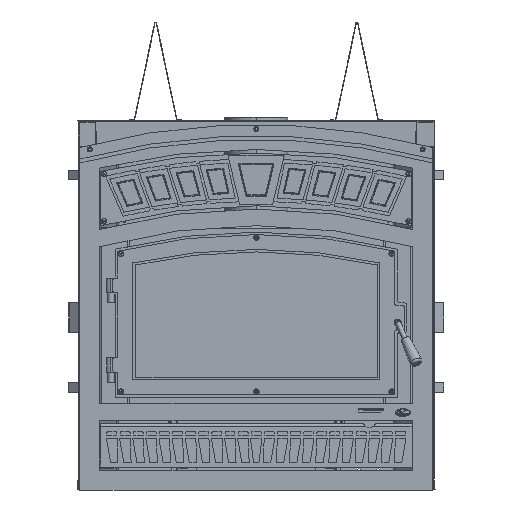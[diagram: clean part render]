
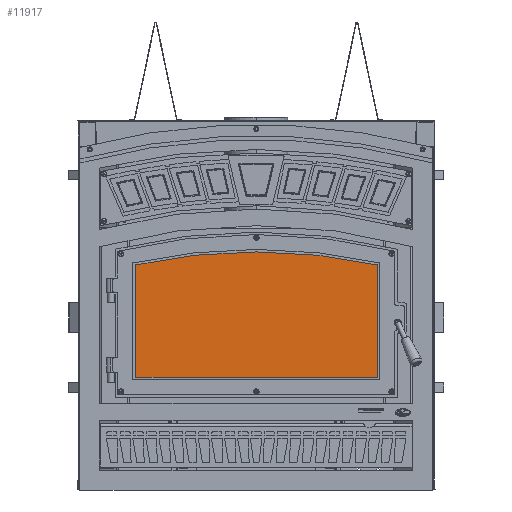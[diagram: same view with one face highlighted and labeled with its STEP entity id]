
A CAD part, front view. The second image highlights one B-rep face of the part: STEP entity #11917.
In plain terms, the highlighted planar face has unit normal (0, -1, 0).
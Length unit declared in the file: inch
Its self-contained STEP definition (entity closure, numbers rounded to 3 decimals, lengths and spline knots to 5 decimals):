
#11917 = ADVANCED_FACE( '', ( #25928 ), #25929, .F. );
#25928 = FACE_OUTER_BOUND( '', #43198, .T. );
#25929 = PLANE( '', #43199 );
#43198 = EDGE_LOOP( '', ( #80292, #80293, #80294, #80295 ) );
#43199 = AXIS2_PLACEMENT_3D( '', #80296, #80297, #80298 );
#80292 = ORIENTED_EDGE( '', *, *, #91112, .F. );
#80293 = ORIENTED_EDGE( '', *, *, #90373, .F. );
#80294 = ORIENTED_EDGE( '', *, *, #95465, .F. );
#80295 = ORIENTED_EDGE( '', *, *, #101433, .F. );
#80296 = CARTESIAN_POINT( '', ( 0.01231, -10.24647, -50.00902 ) );
#80297 = DIRECTION( '', ( 0., 1., 0. ) );
#80298 = DIRECTION( '', ( 0., 0., -1. ) );
#90373 = EDGE_CURVE( '', #108702, #108703, #108704, .T. );
#91112 = EDGE_CURVE( '', #108703, #109924, #109925, .T. );
#95465 = EDGE_CURVE( '', #116894, #108702, #116895, .T. );
#101433 = EDGE_CURVE( '', #109924, #116894, #124855, .T. );
#108702 = VERTEX_POINT( '', #134493 );
#108703 = VERTEX_POINT( '', #134494 );
#108704 = CIRCLE( '', #134495, 57.25752 );
#109924 = VERTEX_POINT( '', #136401 );
#109925 = LINE( '', #136402, #136403 );
#116894 = VERTEX_POINT( '', #146003 );
#116895 = LINE( '', #146004, #146005 );
#124855 = LINE( '', #157381, #157382 );
#134493 = CARTESIAN_POINT( '', ( -12.39394, -10.24647, 5.88828 ) );
#134494 = CARTESIAN_POINT( '', ( 12.41856, -10.24647, 5.88828 ) );
#134495 = AXIS2_PLACEMENT_3D( '', #164243, #164244, #164245 );
#136401 = CARTESIAN_POINT( '', ( 12.41856, -10.24647, -5.7515 ) );
#136402 = CARTESIAN_POINT( '', ( 12.41856, -10.24647, 5.88828 ) );
#136403 = VECTOR( '', #165125, 39.37008 );
#146003 = CARTESIAN_POINT( '', ( -12.39394, -10.24647, -5.7515 ) );
#146004 = CARTESIAN_POINT( '', ( -12.39394, -10.24647, -5.7515 ) );
#146005 = VECTOR( '', #171068, 39.37008 );
#157381 = CARTESIAN_POINT( '', ( 12.41856, -10.24647, -5.7515 ) );
#157382 = VECTOR( '', #177705, 39.37008 );
#164243 = CARTESIAN_POINT( '', ( 0.01231, -10.24647, -50.00902 ) );
#164244 = DIRECTION( '', ( 0., 1., 0. ) );
#164245 = DIRECTION( '', ( 1., 0., 0. ) );
#165125 = DIRECTION( '', ( 0., 0., -1. ) );
#171068 = DIRECTION( '', ( 0., 0., 1. ) );
#177705 = DIRECTION( '', ( -1., 0., 0. ) );
